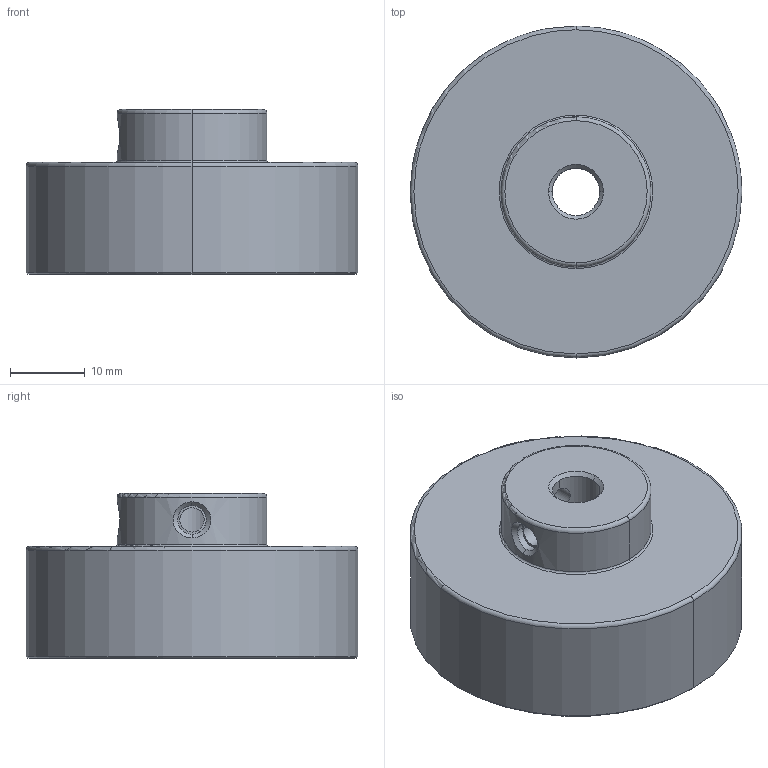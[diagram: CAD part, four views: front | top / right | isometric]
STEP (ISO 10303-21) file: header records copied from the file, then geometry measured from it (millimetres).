
FILE_DESCRIPTION (( 'STEP AP214' ), '1' );
FILE_NAME ('STP-MTRA-23DMP.STEP', '2018-08-28T17:58:52', ( '' ), ( '' ), 'SwSTEP 2.0', 'SolidWorks 2017', '' );
FILE_SCHEMA (( 'AUTOMOTIVE_DESIGN' ));
Length unit declared in the file: inch
Products named in the file (1): STP-MTRA-23DMP
Bounding box: 44.45 x 44.45 x 22.11 mm (x, y, z)
Volume: 12322.4 mm3; surface area: 11857.1 mm2
Topology: 2 solids, 3 shells, 90 faces, 204 edges, 126 vertices
Faces by surface type: cylinder 39, cone 18, torus 16, plane 13, bspline 4
Entity records: 4390 total; most frequent: CARTESIAN_POINT 2197, DIRECTION 452, ORIENTED_EDGE 408, EDGE_CURVE 204, AXIS2_PLACEMENT_3D 197, VERTEX_POINT 126, CIRCLE 110, EDGE_LOOP 106
